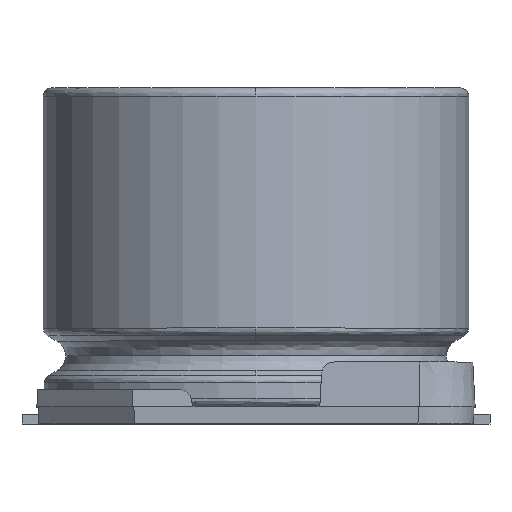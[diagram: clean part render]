
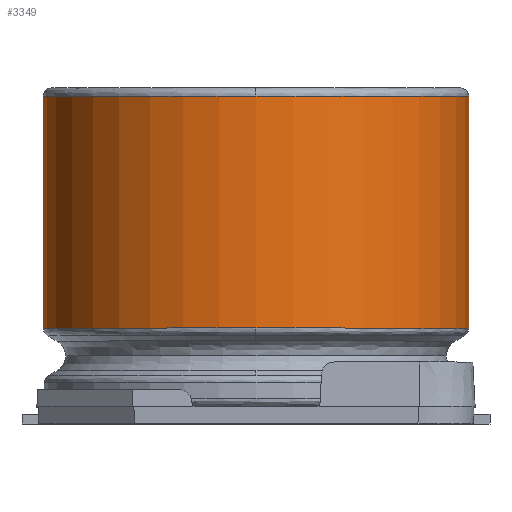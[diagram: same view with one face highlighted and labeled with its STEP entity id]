
A CAD part, top view. The second image highlights one B-rep face of the part: STEP entity #3349.
In plain terms, the highlighted cylindrical face has radius 5 mm (diameter 10 mm), a partial arc.
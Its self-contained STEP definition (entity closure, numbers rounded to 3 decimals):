
#116 = CIRCLE ( 'NONE', #2917, 5. ) ;
#150 = CARTESIAN_POINT ( 'NONE',  ( 0., 2.25, 5. ) ) ;
#253 = LINE ( 'NONE', #3379, #1475 ) ;
#263 = CARTESIAN_POINT ( 'NONE',  ( 5., 7.7, 0. ) ) ;
#430 = ORIENTED_EDGE ( 'NONE', *, *, #3763, .T. ) ;
#433 = CARTESIAN_POINT ( 'NONE',  ( 0., 7.7, 0. ) ) ;
#690 = CIRCLE ( 'NONE', #2261, 5. ) ;
#691 = DIRECTION ( 'NONE',  ( 0., 1., 0. ) ) ;
#775 = VECTOR ( 'NONE', #1780, 1000. ) ;
#867 = CIRCLE ( 'NONE', #3269, 5. ) ;
#887 = AXIS2_PLACEMENT_3D ( 'NONE', #3092, #3196, #1166 ) ;
#999 = VERTEX_POINT ( 'NONE', #3226 ) ;
#1166 = DIRECTION ( 'NONE',  ( 1., 0., 0. ) ) ;
#1250 = VERTEX_POINT ( 'NONE', #150 ) ;
#1254 = DIRECTION ( 'NONE',  ( 0., 1., 0. ) ) ;
#1293 = CARTESIAN_POINT ( 'NONE',  ( 0., 2.25, 0. ) ) ;
#1388 = CIRCLE ( 'NONE', #1449, 5. ) ;
#1449 = AXIS2_PLACEMENT_3D ( 'NONE', #3717, #2710, #2102 ) ;
#1475 = VECTOR ( 'NONE', #691, 1000. ) ;
#1536 = CARTESIAN_POINT ( 'NONE',  ( 0., 2.25, 0. ) ) ;
#1602 = DIRECTION ( 'NONE',  ( 1., 0., 0. ) ) ;
#1780 = DIRECTION ( 'NONE',  ( 0., -1., 0. ) ) ;
#1815 = LINE ( 'NONE', #3192, #775 ) ;
#1845 = DIRECTION ( 'NONE',  ( 0., 1., 0. ) ) ;
#2035 = CYLINDRICAL_SURFACE ( 'NONE', #887, 5. ) ;
#2102 = DIRECTION ( 'NONE',  ( 1., 0., 0. ) ) ;
#2261 = AXIS2_PLACEMENT_3D ( 'NONE', #1536, #1845, #2548 ) ;
#2482 = EDGE_CURVE ( 'NONE', #1250, #999, #690, .T. ) ;
#2486 = DIRECTION ( 'NONE',  ( 1., 0., 0. ) ) ;
#2548 = DIRECTION ( 'NONE',  ( 1., 0., 0. ) ) ;
#2559 = EDGE_LOOP ( 'NONE', ( #2933, #430, #3726, #4208, #3366, #2965 ) ) ;
#2658 = EDGE_CURVE ( 'NONE', #999, #3011, #253, .T. ) ;
#2710 = DIRECTION ( 'NONE',  ( 0., -1., 0. ) ) ;
#2770 = DIRECTION ( 'NONE',  ( 0., -1., 0. ) ) ;
#2917 = AXIS2_PLACEMENT_3D ( 'NONE', #1293, #1254, #1602 ) ;
#2933 = ORIENTED_EDGE ( 'NONE', *, *, #4087, .T. ) ;
#2965 = ORIENTED_EDGE ( 'NONE', *, *, #4077, .T. ) ;
#3011 = VERTEX_POINT ( 'NONE', #263 ) ;
#3043 = FACE_OUTER_BOUND ( 'NONE', #2559, .T. ) ;
#3092 = CARTESIAN_POINT ( 'NONE',  ( 0., 0.4, 0. ) ) ;
#3185 = VERTEX_POINT ( 'NONE', #4201 ) ;
#3192 = CARTESIAN_POINT ( 'NONE',  ( -5., 0.4, 0. ) ) ;
#3196 = DIRECTION ( 'NONE',  ( 0., -1., 0. ) ) ;
#3226 = CARTESIAN_POINT ( 'NONE',  ( 5., 2.25, 0. ) ) ;
#3269 = AXIS2_PLACEMENT_3D ( 'NONE', #433, #2770, #2486 ) ;
#3349 = ADVANCED_FACE ( 'NONE', ( #3043 ), #2035, .T. ) ;
#3366 = ORIENTED_EDGE ( 'NONE', *, *, #2658, .T. ) ;
#3379 = CARTESIAN_POINT ( 'NONE',  ( 5., 0.4, 0. ) ) ;
#3478 = VERTEX_POINT ( 'NONE', #3508 ) ;
#3508 = CARTESIAN_POINT ( 'NONE',  ( -5., 2.25, 0. ) ) ;
#3563 = EDGE_CURVE ( 'NONE', #3478, #1250, #116, .T. ) ;
#3717 = CARTESIAN_POINT ( 'NONE',  ( 0., 7.7, 0. ) ) ;
#3726 = ORIENTED_EDGE ( 'NONE', *, *, #3563, .T. ) ;
#3763 = EDGE_CURVE ( 'NONE', #3185, #3478, #1815, .T. ) ;
#4077 = EDGE_CURVE ( 'NONE', #3011, #4105, #1388, .T. ) ;
#4087 = EDGE_CURVE ( 'NONE', #4105, #3185, #867, .T. ) ;
#4105 = VERTEX_POINT ( 'NONE', #4141 ) ;
#4141 = CARTESIAN_POINT ( 'NONE',  ( 0., 7.7, 5. ) ) ;
#4201 = CARTESIAN_POINT ( 'NONE',  ( -5., 7.7, 0. ) ) ;
#4208 = ORIENTED_EDGE ( 'NONE', *, *, #2482, .T. ) ;
